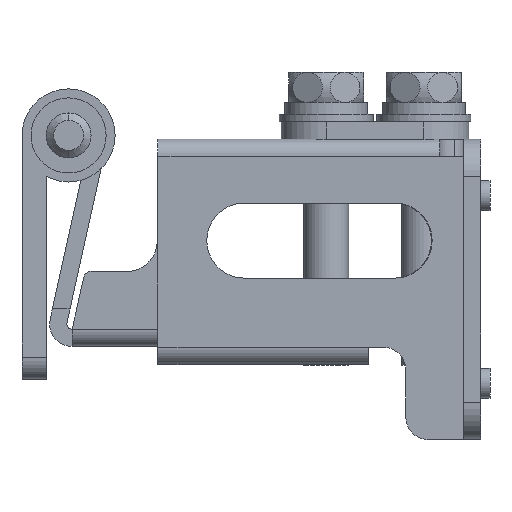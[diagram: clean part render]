
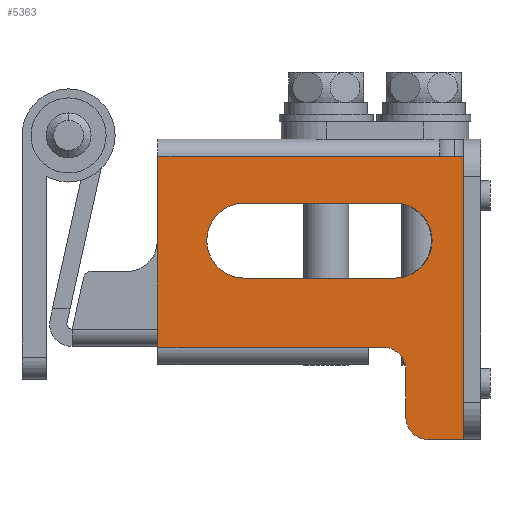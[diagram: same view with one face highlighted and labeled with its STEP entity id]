
A CAD part, left-side view. The second image highlights one B-rep face of the part: STEP entity #5363.
In plain terms, the highlighted planar face has unit normal (-1, 0, 0).
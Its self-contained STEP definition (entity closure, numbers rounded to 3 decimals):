
#263 = CARTESIAN_POINT ( 'NONE',  ( -15., 13., -10.7 ) ) ;
#264 = DIRECTION ( 'NONE',  ( 1., 0., 0. ) ) ;
#265 = DIRECTION ( 'NONE',  ( 0., 0., -1. ) ) ;
#266 = CARTESIAN_POINT ( 'NONE',  ( -15., 43., -7.7 ) ) ;
#267 = DIRECTION ( 'NONE',  ( 0., -1., 0. ) ) ;
#268 = CARTESIAN_POINT ( 'NONE',  ( -15., 15., -7.7 ) ) ;
#269 = DIRECTION ( 'NONE',  ( 0., -1., 0. ) ) ;
#270 = CARTESIAN_POINT ( 'NONE',  ( -15., 43., -7.7 ) ) ;
#271 = DIRECTION ( 'NONE',  ( 0., 0., 1. ) ) ;
#292 = PLANE ( 'NONE',  #8768 ) ;
#293 = CARTESIAN_POINT ( 'NONE',  ( -15., 10., -20. ) ) ;
#294 = DIRECTION ( 'NONE',  ( 1., 0., 0. ) ) ;
#295 = DIRECTION ( 'NONE',  ( 0., 0., -1. ) ) ;
#561 = CARTESIAN_POINT ( 'NONE',  ( -15., 2.3, -20. ) ) ;
#562 = DIRECTION ( 'NONE',  ( 0., 0., 1. ) ) ;
#570 = CARTESIAN_POINT ( 'NONE',  ( -15., 10., -20. ) ) ;
#571 = DIRECTION ( 'NONE',  ( 0., 0., 1. ) ) ;
#1081 = LINE ( 'NONE', #561, #8845 ) ;
#1085 = LINE ( 'NONE', #570, #8851 ) ;
#1333 = LINE ( 'NONE', #3236, #2207 ) ;
#2205 = CIRCLE ( 'NONE', #2210, 5. ) ;
#2207 = VECTOR ( 'NONE', #3237, 1000. ) ;
#2210 = AXIS2_PLACEMENT_3D ( 'NONE', #3240, #3241, #3242 ) ;
#3236 = CARTESIAN_POINT ( 'NONE',  ( -15., 10., -20. ) ) ;
#3237 = DIRECTION ( 'NONE',  ( 0., -1., 0. ) ) ;
#3240 = CARTESIAN_POINT ( 'NONE',  ( -15., 31.5, 6.5 ) ) ;
#3241 = DIRECTION ( 'NONE',  ( 1., 0., 0. ) ) ;
#3242 = DIRECTION ( 'NONE',  ( 0., 0., -1. ) ) ;
#3257 = CARTESIAN_POINT ( 'NONE',  ( -15., 15., -7.7 ) ) ;
#3270 = CARTESIAN_POINT ( 'NONE',  ( -15., 43., -7.7 ) ) ;
#3281 = CARTESIAN_POINT ( 'NONE',  ( -15., 43., 17.7 ) ) ;
#3350 = CARTESIAN_POINT ( 'NONE',  ( -15., 31.5, 1.5 ) ) ;
#3355 = CARTESIAN_POINT ( 'NONE',  ( -15., 31.5, 11.5 ) ) ;
#3378 = CARTESIAN_POINT ( 'NONE',  ( -15., 13., -7.7 ) ) ;
#3394 = CARTESIAN_POINT ( 'NONE',  ( -15., 11.5, 1.5 ) ) ;
#3398 = CARTESIAN_POINT ( 'NONE',  ( -15., 5.5, 17.7 ) ) ;
#3406 = CARTESIAN_POINT ( 'NONE',  ( -15., 11.5, 11.5 ) ) ;
#3417 = CARTESIAN_POINT ( 'NONE',  ( -15., 7., -20. ) ) ;
#3451 = CARTESIAN_POINT ( 'NONE',  ( -15., 2.3, 17.7 ) ) ;
#3453 = CARTESIAN_POINT ( 'NONE',  ( -15., 2.3, -20. ) ) ;
#3454 = CARTESIAN_POINT ( 'NONE',  ( -15., 10., -17. ) ) ;
#3456 = CARTESIAN_POINT ( 'NONE',  ( -15., 10., -10.7 ) ) ;
#4425 = CARTESIAN_POINT ( 'NONE',  ( -15., 31.5, 11.5 ) ) ;
#4428 = CARTESIAN_POINT ( 'NONE',  ( -15., 10., 17.7 ) ) ;
#4443 = DIRECTION ( 'NONE',  ( 0., -1., 0. ) ) ;
#4527 = DIRECTION ( 'NONE',  ( 0., -1., 0. ) ) ;
#4816 = EDGE_CURVE ( 'NONE', #6057, #6110, #7803, .T. ) ;
#4818 = EDGE_CURVE ( 'NONE', #6113, #6076, #8488, .T. ) ;
#4819 = EDGE_CURVE ( 'NONE', #6065, #6053, #8509, .T. ) ;
#4822 = EDGE_CURVE ( 'NONE', #6053, #6009, #7805, .T. ) ;
#4824 = EDGE_CURVE ( 'NONE', #6014, #6065, #7808, .T. ) ;
#4826 = EDGE_CURVE ( 'NONE', #5940, #6057, #7810, .T. ) ;
#5353 = EDGE_CURVE ( 'NONE', #6037, #6115, #8749, .T. ) ;
#5354 = EDGE_CURVE ( 'NONE', #5929, #5916, #8021, .T. ) ;
#5355 = EDGE_CURVE ( 'NONE', #5916, #6037, #8022, .T. ) ;
#5356 = EDGE_CURVE ( 'NONE', #5929, #5940, #8023, .T. ) ;
#5363 = ADVANCED_FACE ( 'NONE', ( #8033, #8034 ), #292, .F. ) ;
#5439 = EDGE_CURVE ( 'NONE', #6112, #6110, #1081, .T. ) ;
#5443 = EDGE_CURVE ( 'NONE', #6113, #6115, #1085, .T. ) ;
#5779 = EDGE_CURVE ( 'NONE', #6076, #6112, #1333, .T. ) ;
#5781 = EDGE_CURVE ( 'NONE', #6009, #6014, #2205, .T. ) ;
#5789 = ORIENTED_EDGE ( 'NONE', *, *, #5354, .T. ) ;
#5790 = ORIENTED_EDGE ( 'NONE', *, *, #4826, .F. ) ;
#5791 = ORIENTED_EDGE ( 'NONE', *, *, #5356, .F. ) ;
#5792 = ORIENTED_EDGE ( 'NONE', *, *, #5439, .T. ) ;
#5793 = ORIENTED_EDGE ( 'NONE', *, *, #4816, .F. ) ;
#5794 = ORIENTED_EDGE ( 'NONE', *, *, #5443, .F. ) ;
#5795 = ORIENTED_EDGE ( 'NONE', *, *, #4818, .T. ) ;
#5796 = ORIENTED_EDGE ( 'NONE', *, *, #5779, .T. ) ;
#5797 = ORIENTED_EDGE ( 'NONE', *, *, #4819, .T. ) ;
#5798 = ORIENTED_EDGE ( 'NONE', *, *, #5781, .T. ) ;
#5799 = ORIENTED_EDGE ( 'NONE', *, *, #4824, .T. ) ;
#5800 = ORIENTED_EDGE ( 'NONE', *, *, #4822, .T. ) ;
#5916 = VERTEX_POINT ( 'NONE', #3257 ) ;
#5929 = VERTEX_POINT ( 'NONE', #3270 ) ;
#5940 = VERTEX_POINT ( 'NONE', #3281 ) ;
#6009 = VERTEX_POINT ( 'NONE', #3350 ) ;
#6014 = VERTEX_POINT ( 'NONE', #3355 ) ;
#6037 = VERTEX_POINT ( 'NONE', #3378 ) ;
#6053 = VERTEX_POINT ( 'NONE', #3394 ) ;
#6057 = VERTEX_POINT ( 'NONE', #3398 ) ;
#6065 = VERTEX_POINT ( 'NONE', #3406 ) ;
#6076 = VERTEX_POINT ( 'NONE', #3417 ) ;
#6110 = VERTEX_POINT ( 'NONE', #3451 ) ;
#6112 = VERTEX_POINT ( 'NONE', #3453 ) ;
#6113 = VERTEX_POINT ( 'NONE', #3454 ) ;
#6115 = VERTEX_POINT ( 'NONE', #3456 ) ;
#6355 = EDGE_LOOP ( 'NONE', ( #5800, #5798, #5799, #5797 ) ) ;
#6356 = EDGE_LOOP ( 'NONE', ( #5794, #5795, #5796, #5792, #5793, #5790, #5791, #5789, #7045, #7044 ) ) ;
#7044 = ORIENTED_EDGE ( 'NONE', *, *, #5353, .T. ) ;
#7045 = ORIENTED_EDGE ( 'NONE', *, *, #5355, .T. ) ;
#7803 = LINE ( 'NONE', #8304, #8506 ) ;
#7805 = LINE ( 'NONE', #8294, #8512 ) ;
#7808 = LINE ( 'NONE', #4425, #8514 ) ;
#7810 = LINE ( 'NONE', #4428, #8516 ) ;
#8021 = LINE ( 'NONE', #266, #8759 ) ;
#8022 = LINE ( 'NONE', #268, #8760 ) ;
#8023 = LINE ( 'NONE', #270, #8762 ) ;
#8033 = FACE_BOUND ( 'NONE', #6355, .T. ) ;
#8034 = FACE_OUTER_BOUND ( 'NONE', #6356, .T. ) ;
#8286 = DIRECTION ( 'NONE',  ( 0., 1., 0. ) ) ;
#8294 = CARTESIAN_POINT ( 'NONE',  ( -15., 31.5, 1.5 ) ) ;
#8304 = CARTESIAN_POINT ( 'NONE',  ( -15., 10., 17.7 ) ) ;
#8309 = CARTESIAN_POINT ( 'NONE',  ( -15., 7., -17. ) ) ;
#8310 = DIRECTION ( 'NONE',  ( -1., 0., 0. ) ) ;
#8312 = DIRECTION ( 'NONE',  ( 0., -1., 0. ) ) ;
#8325 = DIRECTION ( 'NONE',  ( 0., 0., -1. ) ) ;
#8326 = DIRECTION ( 'NONE',  ( 1., 0., 0. ) ) ;
#8327 = CARTESIAN_POINT ( 'NONE',  ( -15., 11.5, 6.5 ) ) ;
#8328 = DIRECTION ( 'NONE',  ( 0., 0., -1. ) ) ;
#8488 = CIRCLE ( 'NONE', #8508, 3. ) ;
#8506 = VECTOR ( 'NONE', #8312, 1000. ) ;
#8508 = AXIS2_PLACEMENT_3D ( 'NONE', #8309, #8310, #8328 ) ;
#8509 = CIRCLE ( 'NONE', #8510, 5. ) ;
#8510 = AXIS2_PLACEMENT_3D ( 'NONE', #8327, #8326, #8325 ) ;
#8512 = VECTOR ( 'NONE', #8286, 1000. ) ;
#8514 = VECTOR ( 'NONE', #4527, 1000. ) ;
#8516 = VECTOR ( 'NONE', #4443, 1000. ) ;
#8749 = CIRCLE ( 'NONE', #8758, 3. ) ;
#8758 = AXIS2_PLACEMENT_3D ( 'NONE', #263, #264, #265 ) ;
#8759 = VECTOR ( 'NONE', #267, 1000. ) ;
#8760 = VECTOR ( 'NONE', #269, 1000. ) ;
#8762 = VECTOR ( 'NONE', #271, 1000. ) ;
#8768 = AXIS2_PLACEMENT_3D ( 'NONE', #293, #294, #295 ) ;
#8845 = VECTOR ( 'NONE', #562, 1000. ) ;
#8851 = VECTOR ( 'NONE', #571, 1000. ) ;
